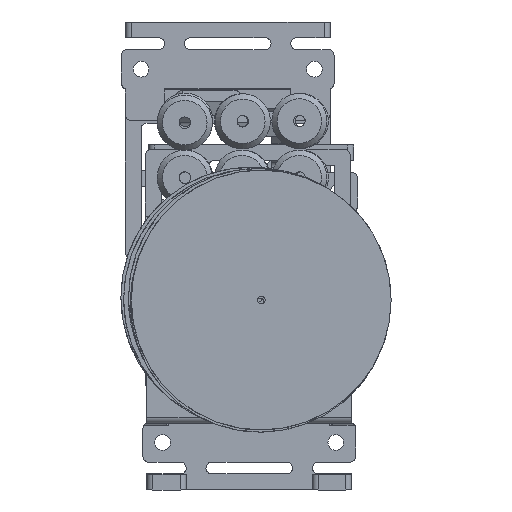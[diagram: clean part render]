
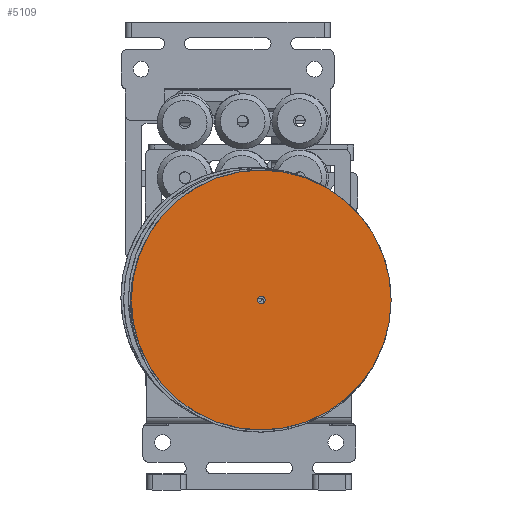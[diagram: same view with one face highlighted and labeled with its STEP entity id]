
A CAD part, top view. The second image highlights one B-rep face of the part: STEP entity #5109.
In plain terms, the highlighted planar face has unit normal (0, 0, 1).
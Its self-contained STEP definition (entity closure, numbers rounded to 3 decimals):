
#192=FACE_BOUND('',#854,.T.);
#309=PLANE('',#5794);
#573=FACE_OUTER_BOUND('',#853,.T.);
#853=EDGE_LOOP('',(#4726));
#854=EDGE_LOOP('',(#4727));
#1105=CIRCLE('',#5791,0.49);
#1106=CIRCLE('',#5793,16.5);
#2491=VERTEX_POINT('',#9540);
#2492=VERTEX_POINT('',#9544);
#3235=EDGE_CURVE('',#2491,#2491,#1105,.T.);
#3236=EDGE_CURVE('',#2492,#2492,#1106,.T.);
#4726=ORIENTED_EDGE('',*,*,#3236,.T.);
#4727=ORIENTED_EDGE('',*,*,#3235,.T.);
#5109=ADVANCED_FACE('',(#573,#192),#309,.T.);
#5791=AXIS2_PLACEMENT_3D('',#9542,#7297,#7298);
#5793=AXIS2_PLACEMENT_3D('',#9545,#7301,#7302);
#5794=AXIS2_PLACEMENT_3D('',#9547,#7304,#7305);
#7297=DIRECTION('center_axis',(0.,0.,-1.));
#7298=DIRECTION('ref_axis',(-1.,0.,0.));
#7301=DIRECTION('center_axis',(0.,0.,1.));
#7302=DIRECTION('ref_axis',(1.,0.,0.));
#7304=DIRECTION('center_axis',(0.,0.,1.));
#7305=DIRECTION('ref_axis',(1.,0.,0.));
#9540=CARTESIAN_POINT('',(0.49,0.,1.));
#9542=CARTESIAN_POINT('Origin',(0.,0.,1.));
#9544=CARTESIAN_POINT('',(-16.5,0.,1.));
#9545=CARTESIAN_POINT('Origin',(0.,0.,1.));
#9547=CARTESIAN_POINT('Origin',(0.,0.,1.));
